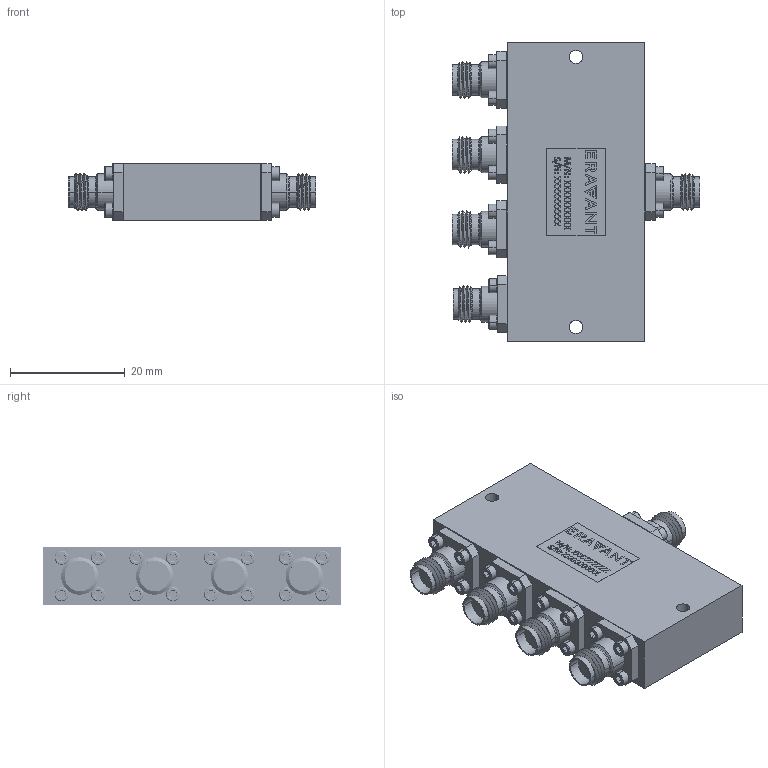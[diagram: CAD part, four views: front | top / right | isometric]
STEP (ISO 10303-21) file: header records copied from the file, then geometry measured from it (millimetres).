
FILE_DESCRIPTION (( 'STEP AP203' ), '1' );
FILE_NAME ('SCS-183502215-2F2F-42.STEP', '2020-10-29T22:26:31', ( '' ), ( '' ), 'SwSTEP 2.0', 'SolidWorks 2020', '' );
FILE_SCHEMA (( 'CONFIG_CONTROL_DESIGN' ));
Length unit declared in the file: inch
Products named in the file (1): SCS-183502215-2F2F-42
Bounding box: 43.05 x 52 x 10.01 mm (x, y, z)
Volume: 14142.4 mm3; surface area: 7754.5 mm2
Topology: 27 solids, 27 shells, 2175 faces, 5666 edges, 3654 vertices
Faces by surface type: cylinder 974, plane 611, cone 300, bspline 280, torus 10
Entity records: 99205 total; most frequent: CARTESIAN_POINT 52523, ORIENTED_EDGE 11332, DIRECTION 7741, EDGE_CURVE 5666, VERTEX_POINT 3654, AXIS2_PLACEMENT_3D 2594, VECTOR 2553, LINE 2553
